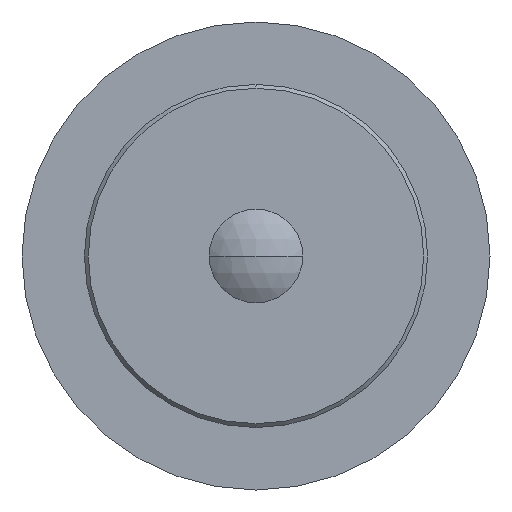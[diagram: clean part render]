
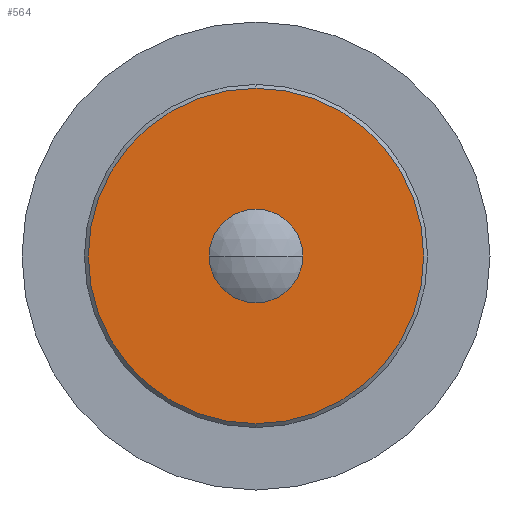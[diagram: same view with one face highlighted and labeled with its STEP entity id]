
A CAD part, left-side view. The second image highlights one B-rep face of the part: STEP entity #564.
In plain terms, the highlighted planar face has unit normal (-1, 0, 0).
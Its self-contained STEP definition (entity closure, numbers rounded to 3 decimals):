
#7 = CIRCLE ( 'NONE', #253, 10.75 ) ;
#8 = DIRECTION ( 'NONE',  ( 0., 0., -1. ) ) ;
#30 = EDGE_CURVE ( 'NONE', #300, #798, #818, .T. ) ;
#42 = VERTEX_POINT ( 'NONE', #746 ) ;
#58 = DIRECTION ( 'NONE',  ( -1., 0., 0. ) ) ;
#67 = AXIS2_PLACEMENT_3D ( 'NONE', #673, #58, #335 ) ;
#122 = AXIS2_PLACEMENT_3D ( 'NONE', #478, #483, #758 ) ;
#142 = CIRCLE ( 'NONE', #850, 10.75 ) ;
#166 = DIRECTION ( 'NONE',  ( -1., 0., 0. ) ) ;
#187 = EDGE_CURVE ( 'NONE', #868, #42, #7, .T. ) ;
#200 = CARTESIAN_POINT ( 'NONE',  ( 0., 0., 3. ) ) ;
#213 = ORIENTED_EDGE ( 'NONE', *, *, #319, .F. ) ;
#253 = AXIS2_PLACEMENT_3D ( 'NONE', #490, #274, #8 ) ;
#274 = DIRECTION ( 'NONE',  ( -1., 0., 0. ) ) ;
#300 = VERTEX_POINT ( 'NONE', #200 ) ;
#308 = ORIENTED_EDGE ( 'NONE', *, *, #30, .F. ) ;
#319 = EDGE_CURVE ( 'NONE', #798, #300, #804, .T. ) ;
#325 = EDGE_CURVE ( 'NONE', #42, #868, #142, .T. ) ;
#330 = CARTESIAN_POINT ( 'NONE',  ( 0., 0., 10.75 ) ) ;
#335 = DIRECTION ( 'NONE',  ( 0., 0., 1. ) ) ;
#389 = CARTESIAN_POINT ( 'NONE',  ( 0., 0., -3. ) ) ;
#456 = PLANE ( 'NONE',  #122 ) ;
#478 = CARTESIAN_POINT ( 'NONE',  ( 0., 11., 0. ) ) ;
#483 = DIRECTION ( 'NONE',  ( 1., 0., 0. ) ) ;
#490 = CARTESIAN_POINT ( 'NONE',  ( 0., 0., 0. ) ) ;
#529 = AXIS2_PLACEMENT_3D ( 'NONE', #566, #577, #856 ) ;
#564 = ADVANCED_FACE ( 'NONE', ( #732, #870 ), #456, .F. ) ;
#566 = CARTESIAN_POINT ( 'NONE',  ( 0., 0., 0. ) ) ;
#573 = DIRECTION ( 'NONE',  ( 0., 0., -1. ) ) ;
#577 = DIRECTION ( 'NONE',  ( -1., 0., 0. ) ) ;
#595 = ORIENTED_EDGE ( 'NONE', *, *, #325, .T. ) ;
#630 = ORIENTED_EDGE ( 'NONE', *, *, #187, .T. ) ;
#657 = EDGE_LOOP ( 'NONE', ( #595, #630 ) ) ;
#673 = CARTESIAN_POINT ( 'NONE',  ( 0., 0., 0. ) ) ;
#717 = EDGE_LOOP ( 'NONE', ( #308, #213 ) ) ;
#732 = FACE_OUTER_BOUND ( 'NONE', #657, .T. ) ;
#746 = CARTESIAN_POINT ( 'NONE',  ( 0., 0., -10.75 ) ) ;
#758 = DIRECTION ( 'NONE',  ( 0., 0., -1. ) ) ;
#798 = VERTEX_POINT ( 'NONE', #389 ) ;
#804 = CIRCLE ( 'NONE', #529, 3. ) ;
#818 = CIRCLE ( 'NONE', #67, 3. ) ;
#850 = AXIS2_PLACEMENT_3D ( 'NONE', #865, #166, #573 ) ;
#856 = DIRECTION ( 'NONE',  ( 0., 0., 1. ) ) ;
#865 = CARTESIAN_POINT ( 'NONE',  ( 0., 0., 0. ) ) ;
#868 = VERTEX_POINT ( 'NONE', #330 ) ;
#870 = FACE_BOUND ( 'NONE', #717, .T. ) ;
